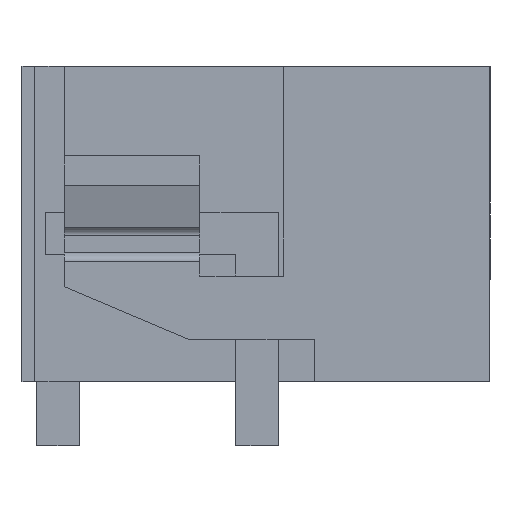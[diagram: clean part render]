
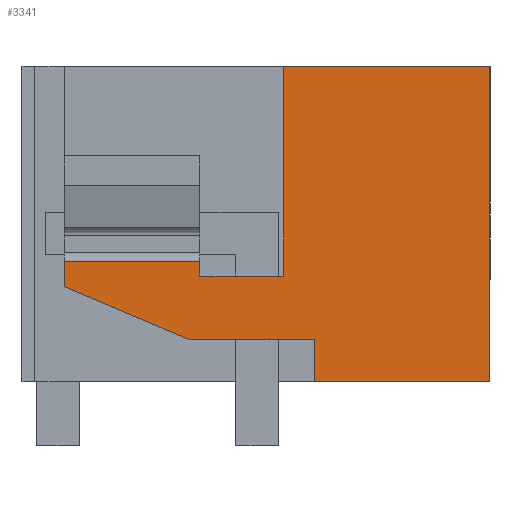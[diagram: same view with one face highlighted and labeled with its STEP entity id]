
A CAD part, left-side view. The second image highlights one B-rep face of the part: STEP entity #3341.
In plain terms, the highlighted planar face has unit normal (-1, 0, 0).
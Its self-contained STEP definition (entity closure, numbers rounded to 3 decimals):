
#3283=AXIS2_PLACEMENT_3D('Plane Axis2P3D',#3280,#3281,#3282) ;
#1331=CARTESIAN_POINT('Vertex',(0.,4.875,8.95)) ;
#1334=CARTESIAN_POINT('Line Origine',(0.,2.438,8.95)) ;
#1338=CARTESIAN_POINT('Vertex',(0.,0.,8.95)) ;
#1937=CARTESIAN_POINT('Vertex',(0.,0.,1.5)) ;
#1940=CARTESIAN_POINT('Line Origine',(0.,2.075,1.5)) ;
#1944=CARTESIAN_POINT('Vertex',(0.,4.15,1.5)) ;
#3071=CARTESIAN_POINT('Vertex',(0.,10.05,3.75)) ;
#3074=CARTESIAN_POINT('Line Origine',(0.,10.05,4.05)) ;
#3078=CARTESIAN_POINT('Vertex',(0.,10.05,4.35)) ;
#3265=CARTESIAN_POINT('Vertex',(0.,4.875,4.)) ;
#3268=CARTESIAN_POINT('Line Origine',(0.,4.875,6.475)) ;
#3280=CARTESIAN_POINT('Axis2P3D Location',(0.,11.05,-1.7)) ;
#3285=CARTESIAN_POINT('Line Origine',(0.,0.,5.225)) ;
#3290=CARTESIAN_POINT('Line Origine',(0.,5.863,4.)) ;
#3294=CARTESIAN_POINT('Vertex',(0.,6.85,4.)) ;
#3297=CARTESIAN_POINT('Line Origine',(0.,6.85,4.175)) ;
#3301=CARTESIAN_POINT('Vertex',(0.,6.85,4.35)) ;
#3304=CARTESIAN_POINT('Line Origine',(0.,8.45,4.35)) ;
#3309=CARTESIAN_POINT('Line Origine',(0.,8.571,3.123)) ;
#3313=CARTESIAN_POINT('Vertex',(0.,7.092,2.497)) ;
#3316=CARTESIAN_POINT('Line Origine',(0.,5.621,2.497)) ;
#3320=CARTESIAN_POINT('Vertex',(0.,4.15,2.497)) ;
#3323=CARTESIAN_POINT('Line Origine',(0.,4.15,1.998)) ;
#1335=DIRECTION('Vector Direction',(0.,-1.,0.)) ;
#1941=DIRECTION('Vector Direction',(0.,1.,0.)) ;
#3075=DIRECTION('Vector Direction',(0.,0.,-1.)) ;
#3269=DIRECTION('Vector Direction',(0.,0.,1.)) ;
#3281=DIRECTION('Axis2P3D Direction',(-1.,0.,0.)) ;
#3282=DIRECTION('Axis2P3D XDirection',(0.,-1.,0.)) ;
#3286=DIRECTION('Vector Direction',(0.,0.,-1.)) ;
#3291=DIRECTION('Vector Direction',(0.,1.,0.)) ;
#3298=DIRECTION('Vector Direction',(0.,0.,1.)) ;
#3305=DIRECTION('Vector Direction',(0.,-1.,0.)) ;
#3310=DIRECTION('Vector Direction',(0.,0.921,0.39)) ;
#3317=DIRECTION('Vector Direction',(0.,-1.,0.)) ;
#3324=DIRECTION('Vector Direction',(0.,0.,-1.)) ;
#1336=VECTOR('Line Direction',#1335,1.) ;
#1942=VECTOR('Line Direction',#1941,1.) ;
#3076=VECTOR('Line Direction',#3075,1.) ;
#3270=VECTOR('Line Direction',#3269,1.) ;
#3287=VECTOR('Line Direction',#3286,1.) ;
#3292=VECTOR('Line Direction',#3291,1.) ;
#3299=VECTOR('Line Direction',#3298,1.) ;
#3306=VECTOR('Line Direction',#3305,1.) ;
#3311=VECTOR('Line Direction',#3310,1.) ;
#3318=VECTOR('Line Direction',#3317,1.) ;
#3325=VECTOR('Line Direction',#3324,1.) ;
#3329=ORIENTED_EDGE('',*,*,#1946,.T.) ;
#3330=ORIENTED_EDGE('',*,*,#3289,.T.) ;
#3331=ORIENTED_EDGE('',*,*,#1340,.T.) ;
#3332=ORIENTED_EDGE('',*,*,#3272,.T.) ;
#3333=ORIENTED_EDGE('',*,*,#3296,.T.) ;
#3334=ORIENTED_EDGE('',*,*,#3303,.T.) ;
#3335=ORIENTED_EDGE('',*,*,#3308,.F.) ;
#3336=ORIENTED_EDGE('',*,*,#3080,.T.) ;
#3337=ORIENTED_EDGE('',*,*,#3315,.T.) ;
#3338=ORIENTED_EDGE('',*,*,#3322,.T.) ;
#3339=ORIENTED_EDGE('',*,*,#3327,.T.) ;
#3341=ADVANCED_FACE('HOUSING',(#3340),#3284,.T.) ;
#1340=EDGE_CURVE('',#1339,#1332,#1337,.F.) ;
#1946=EDGE_CURVE('',#1945,#1938,#1943,.F.) ;
#3080=EDGE_CURVE('',#3079,#3072,#3077,.T.) ;
#3272=EDGE_CURVE('',#1332,#3266,#3271,.F.) ;
#3289=EDGE_CURVE('',#1938,#1339,#3288,.F.) ;
#3296=EDGE_CURVE('',#3266,#3295,#3293,.T.) ;
#3303=EDGE_CURVE('',#3295,#3302,#3300,.T.) ;
#3308=EDGE_CURVE('',#3079,#3302,#3307,.T.) ;
#3315=EDGE_CURVE('',#3072,#3314,#3312,.F.) ;
#3322=EDGE_CURVE('',#3314,#3321,#3319,.T.) ;
#3327=EDGE_CURVE('',#3321,#1945,#3326,.T.) ;
#3328=EDGE_LOOP('',(#3329,#3330,#3331,#3332,#3333,#3334,#3335,#3336,#3337,#3338,#3339)) ;
#3340=FACE_OUTER_BOUND('',#3328,.T.) ;
#1337=LINE('Line',#1334,#1336) ;
#1943=LINE('Line',#1940,#1942) ;
#3077=LINE('Line',#3074,#3076) ;
#3271=LINE('Line',#3268,#3270) ;
#3288=LINE('Line',#3285,#3287) ;
#3293=LINE('Line',#3290,#3292) ;
#3300=LINE('Line',#3297,#3299) ;
#3307=LINE('Line',#3304,#3306) ;
#3312=LINE('Line',#3309,#3311) ;
#3319=LINE('Line',#3316,#3318) ;
#3326=LINE('Line',#3323,#3325) ;
#3284=PLANE('',#3283) ;
#1332=VERTEX_POINT('',#1331) ;
#1339=VERTEX_POINT('',#1338) ;
#1938=VERTEX_POINT('',#1937) ;
#1945=VERTEX_POINT('',#1944) ;
#3072=VERTEX_POINT('',#3071) ;
#3079=VERTEX_POINT('',#3078) ;
#3266=VERTEX_POINT('',#3265) ;
#3295=VERTEX_POINT('',#3294) ;
#3302=VERTEX_POINT('',#3301) ;
#3314=VERTEX_POINT('',#3313) ;
#3321=VERTEX_POINT('',#3320) ;
